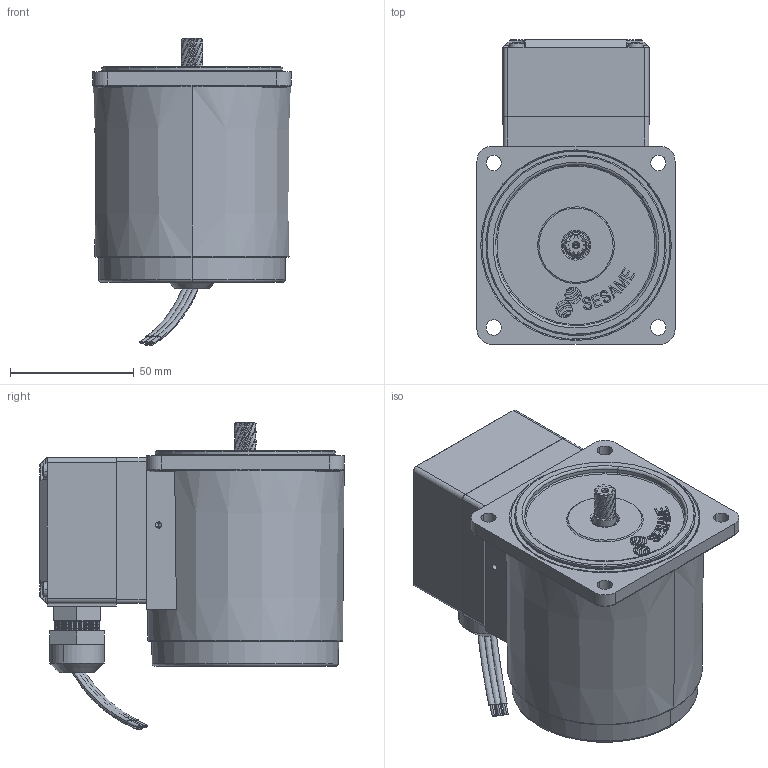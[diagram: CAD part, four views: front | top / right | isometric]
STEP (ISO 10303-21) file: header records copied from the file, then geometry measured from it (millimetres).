
FILE_DESCRIPTION (( 'STEP AP203' ), '1' );
FILE_NAME ('4TK10CGN-¡¼P-5CB21¡¼3000Z0.STEP', '2018-04-23T03:10:49', ( '' ), ( '' ), 'SwSTEP 2.0', 'SolidWorks 2010', '' );
FILE_SCHEMA (( 'CONFIG_CONTROL_DESIGN' ));
Length unit declared in the file: millimetre
Products named in the file (11): 4TK10CGN-〖P-5CB21〖3000Z0; Ts下蓋; Ts下墊片; M425TsA_成品; C475-C473_C475成品-車工; 25GN_Default; 成品180度; Ts上蓋; 出線頭 Ver.2; 圓頭十字螺絲 M3 x 40 --40N_JIS B 1111 Binding head screw M3 x 40 --40N; 出口線-5條TK-C
Assembly tree (13 placements, depth 3):
  4TK10CGN-〖P-5CB21〖3000Z0
    成品180度
      Ts下蓋
      Ts上蓋
      出線頭 Ver.2
      圓頭十字螺絲 M3 x 40 --40N_JIS B 1111 Binding head screw M3 x 40 --40N  x4
      Ts下墊片
    M425TsA_成品
    出口線-5條TK-C
    25GN_Default
    C475-C473_C475成品-車工
Bounding box: 80 x 123 x 124.22 mm (x, y, z)
Volume: 256498.2 mm3; surface area: 102726 mm2
Topology: 14 solids, 14 shells, 2723 faces, 7126 edges, 4480 vertices
Faces by surface type: cone 1344, cylinder 941, plane 295, bspline 85, torus 50, sphere 8
Entity records: 43701 total; most frequent: CARTESIAN_POINT 12277, DIRECTION 6795, ORIENTED_EDGE 6212, EDGE_CURVE 3106, AXIS2_PLACEMENT_3D 2740, VERTEX_POINT 1975, CIRCLE 1597, VECTOR 1315
